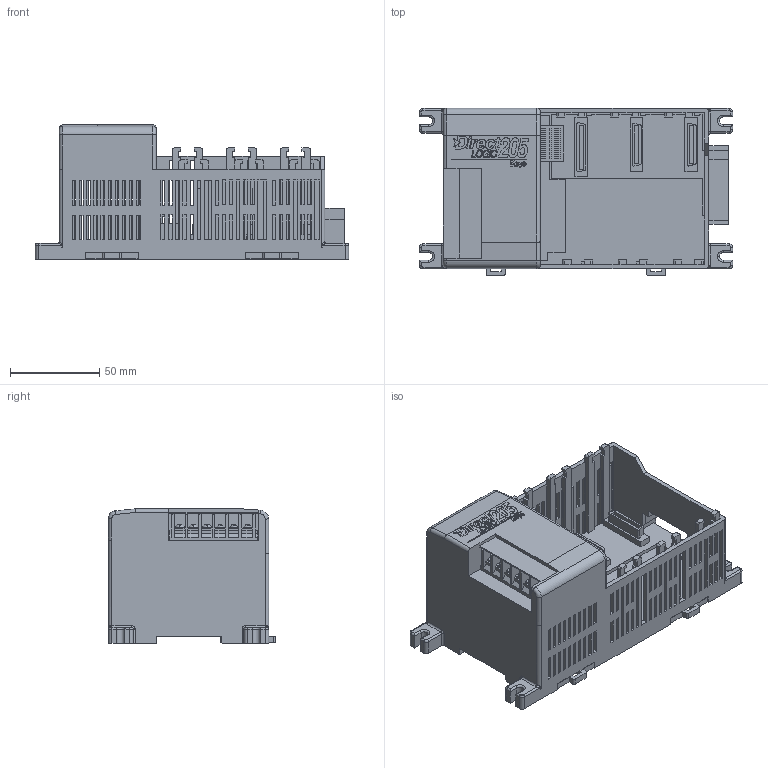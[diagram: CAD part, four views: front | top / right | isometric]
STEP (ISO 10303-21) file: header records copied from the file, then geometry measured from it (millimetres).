
FILE_DESCRIPTION (( 'STEP AP214' ), '1' );
FILE_NAME ('D2-03BDC1-1.STEP', '2011-04-01T13:50:33', ( ' ' ), ( ' ' ), 'SwSTEP 2.0', 'SolidWorks 2009', '' );
FILE_SCHEMA (( 'AUTOMOTIVE_DESIGN' ));
Length unit declared in the file: millimetre
Products named in the file (1): D2-03BDC1-1
Bounding box: 175.67 x 93.83 x 75.7 mm (x, y, z)
Volume: 227012.3 mm3; surface area: 137768.3 mm2
Topology: 5 solids, 9 shells, 1737 faces, 4992 edges, 3290 vertices
Faces by surface type: plane 1428, cylinder 153, bspline 125, torus 25, sphere 6
Entity records: 77451 total; most frequent: CARTESIAN_POINT 13023, ORIENTED_EDGE 9984, DIRECTION 8210, EDGE_CURVE 4992, LINE 4280, VECTOR 4280, VERTEX_POINT 3290, EDGE_LOOP 2028
